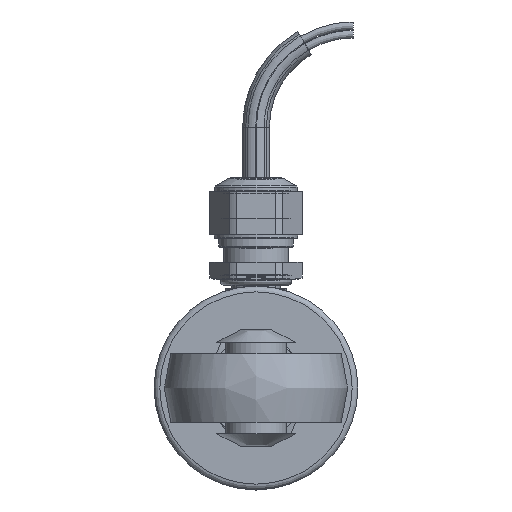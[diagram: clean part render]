
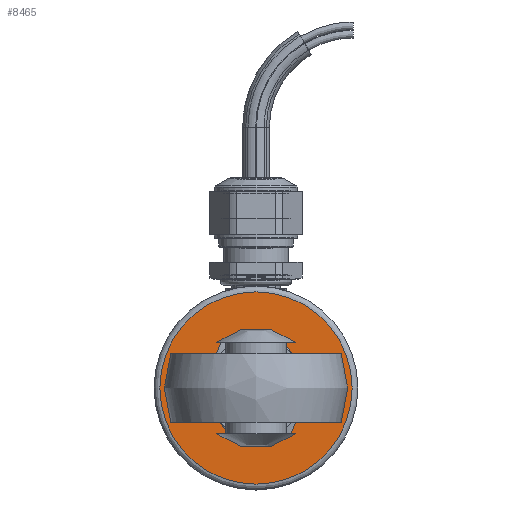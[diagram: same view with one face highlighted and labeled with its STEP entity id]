
A CAD part, left-side view. The second image highlights one B-rep face of the part: STEP entity #8465.
In plain terms, the highlighted planar face has unit normal (-1, 0, 0).
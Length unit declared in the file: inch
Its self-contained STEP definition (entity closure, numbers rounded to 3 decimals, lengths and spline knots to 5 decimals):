
#411 = DIRECTION ( 'NONE',  ( 0., 0., -1. ) ) ;
#517 = CARTESIAN_POINT ( 'NONE',  ( -10.6515, 0., -0.13386 ) ) ;
#735 = CARTESIAN_POINT ( 'NONE',  ( -10.6515, 0., -0.495 ) ) ;
#1132 = AXIS2_PLACEMENT_3D ( 'NONE', #5751, #2376, #6557 ) ;
#1255 = DIRECTION ( 'NONE',  ( 1., 0., 0. ) ) ;
#1442 = AXIS2_PLACEMENT_3D ( 'NONE', #8556, #7894, #7935 ) ;
#2376 = DIRECTION ( 'NONE',  ( 1., 0., 0. ) ) ;
#2593 = CIRCLE ( 'NONE', #1442, 0.495 ) ;
#2916 = FACE_OUTER_BOUND ( 'NONE', #8649, .T. ) ;
#3189 = ORIENTED_EDGE ( 'NONE', *, *, #7144, .F. ) ;
#3852 = CIRCLE ( 'NONE', #1132, 0.13386 ) ;
#3988 = ORIENTED_EDGE ( 'NONE', *, *, #5436, .T. ) ;
#5225 = PLANE ( 'NONE',  #8820 ) ;
#5436 = EDGE_CURVE ( 'NONE', #6631, #6631, #3852, .T. ) ;
#5751 = CARTESIAN_POINT ( 'NONE',  ( -10.6515, 0., 0. ) ) ;
#5933 = EDGE_LOOP ( 'NONE', ( #3988 ) ) ;
#6557 = DIRECTION ( 'NONE',  ( 0., 0., -1. ) ) ;
#6631 = VERTEX_POINT ( 'NONE', #517 ) ;
#7144 = EDGE_CURVE ( 'NONE', #8349, #8349, #2593, .T. ) ;
#7667 = FACE_BOUND ( 'NONE', #5933, .T. ) ;
#7894 = DIRECTION ( 'NONE',  ( 1., 0., 0. ) ) ;
#7896 = CARTESIAN_POINT ( 'NONE',  ( -10.6515, 0., -0.495 ) ) ;
#7935 = DIRECTION ( 'NONE',  ( 0., 0., -1. ) ) ;
#8349 = VERTEX_POINT ( 'NONE', #735 ) ;
#8465 = ADVANCED_FACE ( 'NONE', ( #7667, #2916 ), #5225, .F. ) ;
#8556 = CARTESIAN_POINT ( 'NONE',  ( -10.6515, 0., 0. ) ) ;
#8649 = EDGE_LOOP ( 'NONE', ( #3189 ) ) ;
#8820 = AXIS2_PLACEMENT_3D ( 'NONE', #7896, #1255, #411 ) ;
